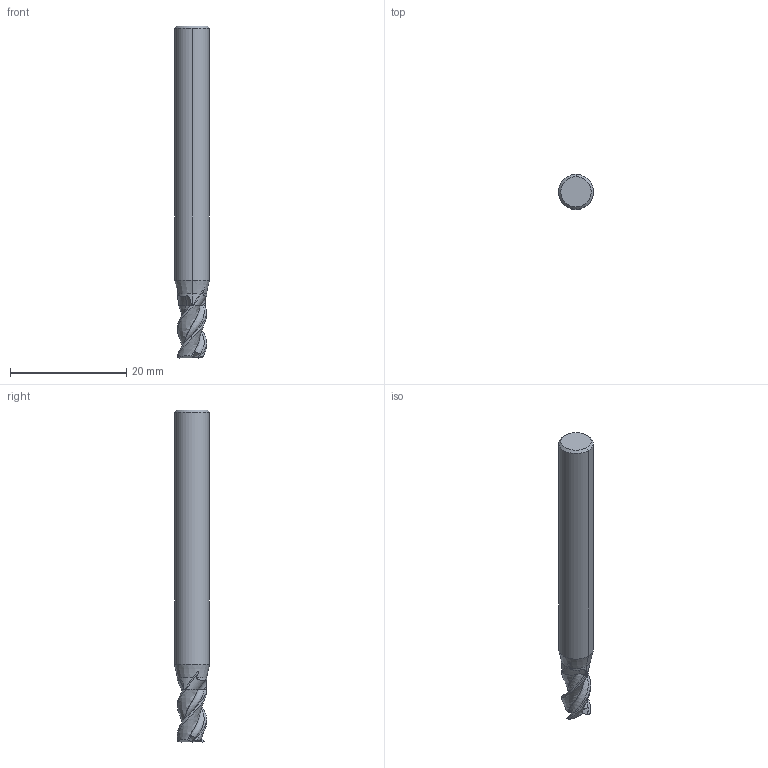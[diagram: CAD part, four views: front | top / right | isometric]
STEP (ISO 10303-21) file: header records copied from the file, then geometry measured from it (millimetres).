
FILE_DESCRIPTION(('no description'),'unknown implementation level');
FILE_NAME('EXN1-M02-0123-5-Detail.stp',' ',('CIMSOURCE GmbH'),('CADClick - KiM GmbH - www.kimweb.de'),'unknown preprocess','ACIS','unknown authorization');
FILE_SCHEMA(('automotive_design'));
Length unit declared in the file: millimetre
Products named in the file (2): NOCUT; CUT
Bounding box: 6 x 6 x 57 mm (x, y, z)
Volume: 1414.1 mm3; surface area: 1098.3 mm2
Topology: 2 solids, 2 shells, 66 faces, 177 edges, 115 vertices
Faces by surface type: plane 18, bspline 15, revolution 12, cone 11, cylinder 7, torus 3
Entity records: 9211 total; most frequent: CARTESIAN_POINT 5726, STYLED_ITEM 360, PRESENTATION_STYLE_ASSIGNMENT 360, COLOUR_RGB 360, ORIENTED_EDGE 354, DIRECTION 221, EDGE_CURVE 177, CURVE_STYLE 177
